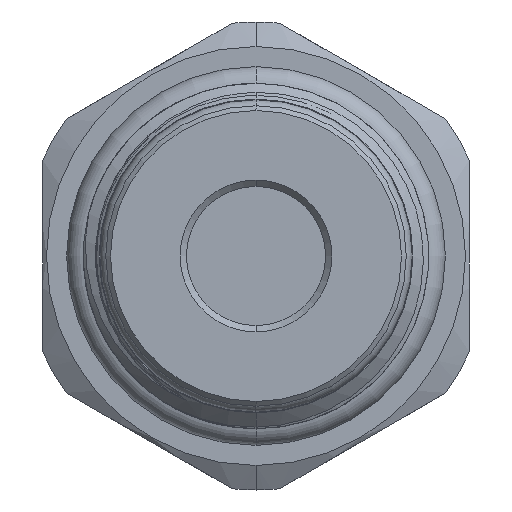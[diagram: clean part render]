
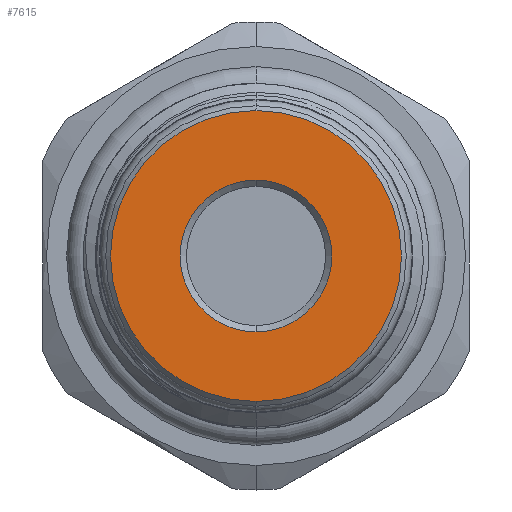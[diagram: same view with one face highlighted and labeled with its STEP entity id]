
A CAD part, left-side view. The second image highlights one B-rep face of the part: STEP entity #7615.
In plain terms, the highlighted planar face has unit normal (-1, 0, 0).
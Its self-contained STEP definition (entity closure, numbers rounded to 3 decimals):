
#113 = EDGE_CURVE ( 'NONE', #5851, #5854, #6768, .T. ) ;
#223 = CARTESIAN_POINT ( 'NONE',  ( -33.45, 0., 0. ) ) ;
#330 = CARTESIAN_POINT ( 'NONE',  ( -33.45, 0., -9.2 ) ) ;
#528 = DIRECTION ( 'NONE',  ( 0., 0., -1. ) ) ;
#568 = DIRECTION ( 'NONE',  ( 1., 0., 0. ) ) ;
#572 = PLANE ( 'NONE',  #6471 ) ;
#674 = CARTESIAN_POINT ( 'NONE',  ( -33.45, 0., -4.8 ) ) ;
#718 = CARTESIAN_POINT ( 'NONE',  ( -33.45, 0., 9.2 ) ) ;
#756 = CARTESIAN_POINT ( 'NONE',  ( -33.45, 0., 4.8 ) ) ;
#852 = AXIS2_PLACEMENT_3D ( 'NONE', #2722, #2723, #2725 ) ;
#872 = AXIS2_PLACEMENT_3D ( 'NONE', #4444, #4443, #4442 ) ;
#1198 = DIRECTION ( 'NONE',  ( 0., 0., -1. ) ) ;
#1391 = DIRECTION ( 'NONE',  ( -1., 0., 0. ) ) ;
#1399 = DIRECTION ( 'NONE',  ( 0., 0., -1. ) ) ;
#1401 = CARTESIAN_POINT ( 'NONE',  ( -33.45, 0., 0. ) ) ;
#1547 = CARTESIAN_POINT ( 'NONE',  ( -33.45, 0., 0. ) ) ;
#1576 = DIRECTION ( 'NONE',  ( 1., 0., 0. ) ) ;
#2155 = ORIENTED_EDGE ( 'NONE', *, *, #113, .T. ) ;
#2177 = ORIENTED_EDGE ( 'NONE', *, *, #4692, .T. ) ;
#2722 = CARTESIAN_POINT ( 'NONE',  ( -33.45, 0., 0. ) ) ;
#2723 = DIRECTION ( 'NONE',  ( -1., 0., 0. ) ) ;
#2725 = DIRECTION ( 'NONE',  ( 0., 0., -1. ) ) ;
#4442 = DIRECTION ( 'NONE',  ( 0., 0., -1. ) ) ;
#4443 = DIRECTION ( 'NONE',  ( 1., 0., 0. ) ) ;
#4444 = CARTESIAN_POINT ( 'NONE',  ( -33.45, 0., 0. ) ) ;
#4692 = EDGE_CURVE ( 'NONE', #6079, #6212, #7072, .T. ) ;
#4815 = EDGE_CURVE ( 'NONE', #6212, #6079, #5224, .T. ) ;
#4838 = EDGE_CURVE ( 'NONE', #5854, #5851, #5709, .T. ) ;
#5121 = FACE_OUTER_BOUND ( 'NONE', #6059, .T. ) ;
#5150 = FACE_BOUND ( 'NONE', #7515, .T. ) ;
#5224 = CIRCLE ( 'NONE', #6286, 9.2 ) ;
#5709 = CIRCLE ( 'NONE', #6312, 4.8 ) ;
#5851 = VERTEX_POINT ( 'NONE', #674 ) ;
#5854 = VERTEX_POINT ( 'NONE', #756 ) ;
#6059 = EDGE_LOOP ( 'NONE', ( #2177, #7062 ) ) ;
#6079 = VERTEX_POINT ( 'NONE', #330 ) ;
#6212 = VERTEX_POINT ( 'NONE', #718 ) ;
#6286 = AXIS2_PLACEMENT_3D ( 'NONE', #1401, #1391, #1399 ) ;
#6312 = AXIS2_PLACEMENT_3D ( 'NONE', #1547, #1576, #1198 ) ;
#6471 = AXIS2_PLACEMENT_3D ( 'NONE', #223, #568, #528 ) ;
#6768 = CIRCLE ( 'NONE', #872, 4.8 ) ;
#7059 = ORIENTED_EDGE ( 'NONE', *, *, #4838, .T. ) ;
#7062 = ORIENTED_EDGE ( 'NONE', *, *, #4815, .T. ) ;
#7072 = CIRCLE ( 'NONE', #852, 9.2 ) ;
#7515 = EDGE_LOOP ( 'NONE', ( #7059, #2155 ) ) ;
#7615 = ADVANCED_FACE ( 'NONE', ( #5150, #5121 ), #572, .F. ) ;
